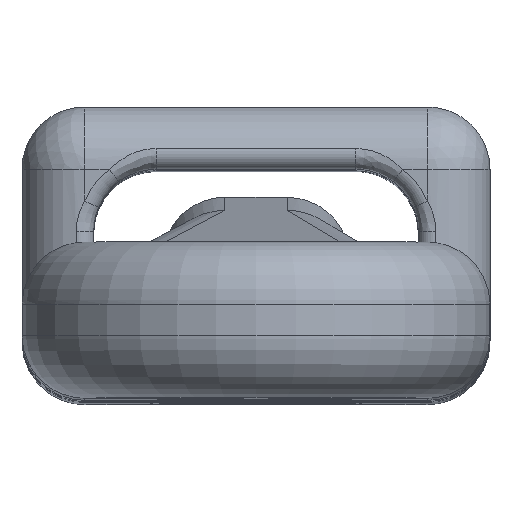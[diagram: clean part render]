
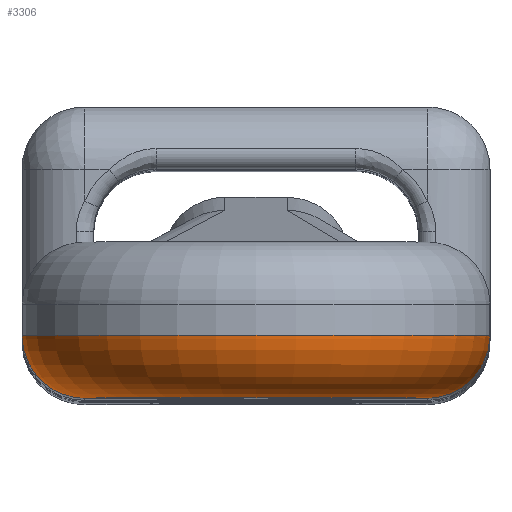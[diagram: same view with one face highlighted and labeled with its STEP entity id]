
A CAD part, top view. The second image highlights one B-rep face of the part: STEP entity #3306.
In plain terms, the highlighted toroidal (fillet/blend) face has major radius 5.5 mm and minor radius 2 mm.
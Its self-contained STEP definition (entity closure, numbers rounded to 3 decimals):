
#145=CIRCLE('',#3552,5.5);
#146=CIRCLE('',#3553,7.5);
#315=TOROIDAL_SURFACE('',#3551,5.5,2.);
#336=FACE_OUTER_BOUND('',#560,.T.);
#560=EDGE_LOOP('',(#2187,#2188,#2189,#2190));
#831=B_SPLINE_CURVE_WITH_KNOTS('',3,(#5041,#5042,#5043,#5044,#5045,#5046,
#5047,#5048,#5049,#5050,#5051,#5052,#5053,#5054),.UNSPECIFIED.,.F.,.F.,
(4,2,2,2,2,2,4),(-0.001,0.,0.053,0.105,
0.187,0.262,0.334),.UNSPECIFIED.);
#832=B_SPLINE_CURVE_WITH_KNOTS('',3,(#5063,#5064,#5065,#5066,#5067,#5068,
#5069,#5070,#5071,#5072,#5073,#5074,#5075,#5076),.UNSPECIFIED.,.F.,.F.,
(4,2,2,2,2,2,4),(-0.668,-0.667,-0.614,
-0.562,-0.48,-0.406,-0.334),
 .UNSPECIFIED.);
#1361=VERTEX_POINT('',#5037);
#1363=VERTEX_POINT('',#5040);
#1365=VERTEX_POINT('',#5059);
#1366=VERTEX_POINT('',#5061);
#1666=EDGE_CURVE('',#1363,#1361,#831,.T.);
#1669=EDGE_CURVE('',#1363,#1365,#145,.T.);
#1670=EDGE_CURVE('',#1366,#1361,#146,.T.);
#1671=EDGE_CURVE('',#1365,#1366,#832,.T.);
#2187=ORIENTED_EDGE('',*,*,#1669,.F.);
#2188=ORIENTED_EDGE('',*,*,#1666,.T.);
#2189=ORIENTED_EDGE('',*,*,#1670,.F.);
#2190=ORIENTED_EDGE('',*,*,#1671,.F.);
#3306=ADVANCED_FACE('',(#336),#315,.T.);
#3551=AXIS2_PLACEMENT_3D('',#5058,#3975,#3976);
#3552=AXIS2_PLACEMENT_3D('',#5060,#3977,#3978);
#3553=AXIS2_PLACEMENT_3D('',#5062,#3979,#3980);
#3975=DIRECTION('center_axis',(0.,1.,0.));
#3976=DIRECTION('ref_axis',(0.,0.,1.));
#3977=DIRECTION('center_axis',(0.,-1.,0.));
#3978=DIRECTION('ref_axis',(0.,0.,1.));
#3979=DIRECTION('center_axis',(0.,1.,0.));
#3980=DIRECTION('ref_axis',(0.,0.,1.));
#5037=CARTESIAN_POINT('',(5.,2.,114.41));
#5040=CARTESIAN_POINT('',(3.,0.,115.39));
#5041=CARTESIAN_POINT('Ctrl Pts',(3.,0.,115.39));
#5042=CARTESIAN_POINT('Ctrl Pts',(3.002,0.,115.389));
#5043=CARTESIAN_POINT('Ctrl Pts',(3.004,0.,
115.388));
#5044=CARTESIAN_POINT('Ctrl Pts',(3.161,0.001,
115.303));
#5045=CARTESIAN_POINT('Ctrl Pts',(3.317,0.019,115.221));
#5046=CARTESIAN_POINT('Ctrl Pts',(3.621,0.092,115.065));
#5047=CARTESIAN_POINT('Ctrl Pts',(3.768,0.147,114.99));
#5048=CARTESIAN_POINT('Ctrl Pts',(4.132,0.332,114.811));
#5049=CARTESIAN_POINT('Ctrl Pts',(4.336,0.489,114.715));
#5050=CARTESIAN_POINT('Ctrl Pts',(4.664,0.865,114.562));
#5051=CARTESIAN_POINT('Ctrl Pts',(4.789,1.074,114.505));
#5052=CARTESIAN_POINT('Ctrl Pts',(4.957,1.525,114.429));
#5053=CARTESIAN_POINT('Ctrl Pts',(5.,1.761,114.41));
#5054=CARTESIAN_POINT('Ctrl Pts',(5.,2.,114.41));
#5058=CARTESIAN_POINT('Origin',(0.,2.,120.));
#5059=CARTESIAN_POINT('',(-3.,0.,115.39));
#5060=CARTESIAN_POINT('Origin',(0.,0.,120.));
#5061=CARTESIAN_POINT('',(-5.,2.,114.41));
#5062=CARTESIAN_POINT('Origin',(0.,2.,120.));
#5063=CARTESIAN_POINT('Ctrl Pts',(-3.,0.,115.39));
#5064=CARTESIAN_POINT('Ctrl Pts',(-3.002,0.,
115.389));
#5065=CARTESIAN_POINT('Ctrl Pts',(-3.004,0.,
115.388));
#5066=CARTESIAN_POINT('Ctrl Pts',(-3.161,0.001,
115.303));
#5067=CARTESIAN_POINT('Ctrl Pts',(-3.317,0.019,
115.221));
#5068=CARTESIAN_POINT('Ctrl Pts',(-3.621,0.092,
115.065));
#5069=CARTESIAN_POINT('Ctrl Pts',(-3.768,0.147,114.99));
#5070=CARTESIAN_POINT('Ctrl Pts',(-4.132,0.332,114.811));
#5071=CARTESIAN_POINT('Ctrl Pts',(-4.336,0.489,114.715));
#5072=CARTESIAN_POINT('Ctrl Pts',(-4.664,0.865,114.562));
#5073=CARTESIAN_POINT('Ctrl Pts',(-4.789,1.074,114.505));
#5074=CARTESIAN_POINT('Ctrl Pts',(-4.957,1.525,114.429));
#5075=CARTESIAN_POINT('Ctrl Pts',(-5.,1.761,114.41));
#5076=CARTESIAN_POINT('Ctrl Pts',(-5.,2.,114.41));
